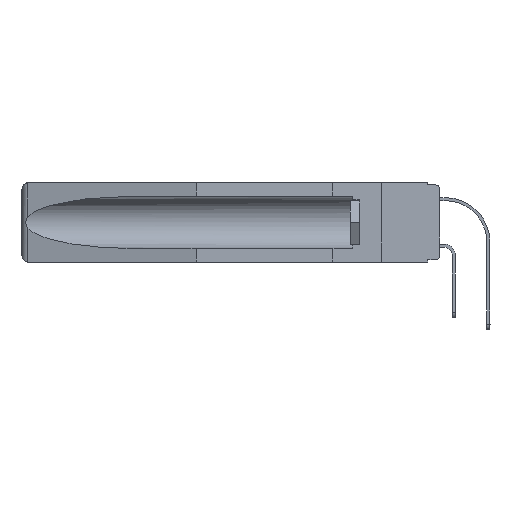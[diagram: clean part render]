
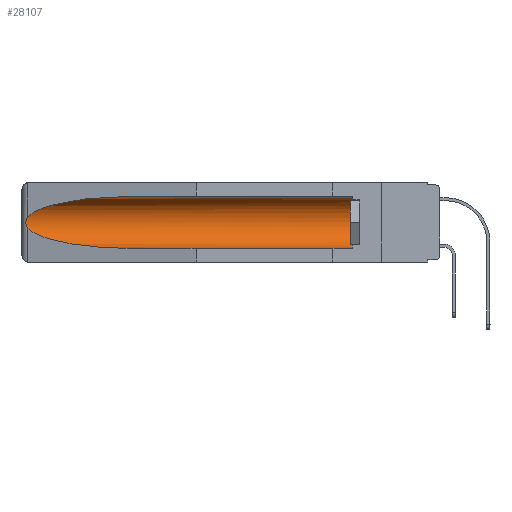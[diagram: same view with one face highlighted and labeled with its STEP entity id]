
A CAD part, left-side view. The second image highlights one B-rep face of the part: STEP entity #28107.
In plain terms, the highlighted cylindrical face has radius 2.857 mm (diameter 5.715 mm), a partial arc.
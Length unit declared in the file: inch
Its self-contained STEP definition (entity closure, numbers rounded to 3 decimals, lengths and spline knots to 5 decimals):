
#488 = CARTESIAN_POINT ( 'NONE',  ( 0.26537, 1.52718, -0.14972 ) ) ;
#624 = CARTESIAN_POINT ( 'NONE',  ( 0.26537, 1.52718, -0.19328 ) ) ;
#762 = CARTESIAN_POINT ( 'NONE',  ( 0.26654, 1.53092, -0.15636 ) ) ;
#1146 = CARTESIAN_POINT ( 'NONE',  ( 0.155, -0.30754, -0.059 ) ) ;
#1920 = CARTESIAN_POINT ( 'NONE',  ( 0.155, 0.126, -0.059 ) ) ;
#2547 = VECTOR ( 'NONE', #7050, 39.37008 ) ;
#3587 = ORIENTED_EDGE ( 'NONE', *, *, #17034, .T. ) ;
#4296 = VERTEX_POINT ( 'NONE', #16467 ) ;
#6294 = ORIENTED_EDGE ( 'NONE', *, *, #21497, .T. ) ;
#7050 = DIRECTION ( 'NONE',  ( 0., 1., 0. ) ) ;
#7211 = DIRECTION ( 'NONE',  ( 0., -1., 0. ) ) ;
#7449 = CARTESIAN_POINT ( 'NONE',  ( 0.155, 1.07973, -0.059 ) ) ;
#7656 = CARTESIAN_POINT ( 'NONE',  ( 0.2675, 1.53308, -0.16763 ) ) ;
#9280 = CARTESIAN_POINT ( 'NONE',  ( 0.155, 0.126, -0.1715 ) ) ;
#9327 = CYLINDRICAL_SURFACE ( 'NONE', #9817, 0.1125 ) ;
#9375 = VERTEX_POINT ( 'NONE', #11216 ) ;
#9437 = CARTESIAN_POINT ( 'NONE',  ( 0.26655, 1.53094, -0.18657 ) ) ;
#9715 = CARTESIAN_POINT ( 'NONE',  ( 0.2675, 1.53308, -0.17534 ) ) ;
#9757 = CIRCLE ( 'NONE', #16809, 0.1125 ) ;
#9817 = AXIS2_PLACEMENT_3D ( 'NONE', #18734, #18306, #25045 ) ;
#10213 = CARTESIAN_POINT ( 'NONE',  ( 0.155, 1.07973, -0.059 ) ) ;
#10265 = ORIENTED_EDGE ( 'NONE', *, *, #11291, .T. ) ;
#11216 = CARTESIAN_POINT ( 'NONE',  ( 0.155, 0.126, -0.284 ) ) ;
#11291 = EDGE_CURVE ( 'NONE', #9375, #25713, #9757, .T. ) ;
#12239 = VERTEX_POINT ( 'NONE', #23851 ) ;
#12314 = EDGE_CURVE ( 'NONE', #27726, #12239, #13112, .T. ) ;
#13112 =( BOUNDED_CURVE ( )  B_SPLINE_CURVE ( 3, ( #7449, #16419, #25381, #23167 ),
 .UNSPECIFIED., .F., .F. ) 
 B_SPLINE_CURVE_WITH_KNOTS ( ( 4, 4 ),
 ( 4.71239, 6.08839 ),
 .UNSPECIFIED. ) 
 CURVE ( )  GEOMETRIC_REPRESENTATION_ITEM ( )  RATIONAL_B_SPLINE_CURVE ( ( 1., 0.848, 0.848, 1. ) ) 
 REPRESENTATION_ITEM ( '' )  );
#14223 = LINE ( 'NONE', #1146, #22333 ) ;
#14260 = CARTESIAN_POINT ( 'NONE',  ( 0.2673, 1.5327, -0.16383 ) ) ;
#15866 = LINE ( 'NONE', #22483, #2547 ) ;
#16140 = DIRECTION ( 'NONE',  ( 0., 1., 0. ) ) ;
#16405 = EDGE_LOOP ( 'NONE', ( #23358, #26288, #6294, #26916, #10265, #3587 ) ) ;
#16419 = CARTESIAN_POINT ( 'NONE',  ( 0.21114, 1.30732, -0.059 ) ) ;
#16467 = CARTESIAN_POINT ( 'NONE',  ( 0.155, 1.07973, -0.284 ) ) ;
#16809 = AXIS2_PLACEMENT_3D ( 'NONE', #9280, #7211, #22955 ) ;
#17034 = EDGE_CURVE ( 'NONE', #25713, #27726, #14223, .T. ) ;
#17128 = CARTESIAN_POINT ( 'NONE',  ( 0.25451, 1.48313, -0.24835 ) ) ;
#18306 = DIRECTION ( 'NONE',  ( 0., 1., 0. ) ) ;
#18691 = CARTESIAN_POINT ( 'NONE',  ( 0.2673, 1.53269, -0.17917 ) ) ;
#18734 = CARTESIAN_POINT ( 'NONE',  ( 0.155, -0.30754, -0.1715 ) ) ;
#19556 = B_SPLINE_CURVE_WITH_KNOTS ( 'NONE', 3,
 ( #488, #20883, #762, #14260, #7656, #9715, #18691, #9437, #27641, #624 ),
 .UNSPECIFIED., .F., .F.,
 ( 4, 2, 2, 2, 4 ),
 ( 0., 0.00029, 0.00058, 0.00087, 0.00117 ),
 .UNSPECIFIED. ) ;
#19775 = CARTESIAN_POINT ( 'NONE',  ( 0.26537, 1.52718, -0.19328 ) ) ;
#20501 = FACE_OUTER_BOUND ( 'NONE', #16405, .T. ) ;
#20783 = EDGE_CURVE ( 'NONE', #9375, #4296, #15866, .T. ) ;
#20883 = CARTESIAN_POINT ( 'NONE',  ( 0.26597, 1.52961, -0.15275 ) ) ;
#21497 = EDGE_CURVE ( 'NONE', #22858, #4296, #23073, .T. ) ;
#21547 = CARTESIAN_POINT ( 'NONE',  ( 0.26537, 1.52718, -0.19328 ) ) ;
#22225 = EDGE_CURVE ( 'NONE', #12239, #22858, #19556, .T. ) ;
#22333 = VECTOR ( 'NONE', #16140, 39.37008 ) ;
#22483 = CARTESIAN_POINT ( 'NONE',  ( 0.155, -0.30754, -0.284 ) ) ;
#22858 = VERTEX_POINT ( 'NONE', #21547 ) ;
#22955 = DIRECTION ( 'NONE',  ( 0., 0., 1. ) ) ;
#23073 =( BOUNDED_CURVE ( )  B_SPLINE_CURVE ( 3, ( #19775, #17128, #28267, #26075 ),
 .UNSPECIFIED., .F., .F. ) 
 B_SPLINE_CURVE_WITH_KNOTS ( ( 4, 4 ),
 ( 0.1948, 1.5708 ),
 .UNSPECIFIED. ) 
 CURVE ( )  GEOMETRIC_REPRESENTATION_ITEM ( )  RATIONAL_B_SPLINE_CURVE ( ( 1., 0.848, 0.848, 1. ) ) 
 REPRESENTATION_ITEM ( '' )  );
#23167 = CARTESIAN_POINT ( 'NONE',  ( 0.26537, 1.52718, -0.14972 ) ) ;
#23358 = ORIENTED_EDGE ( 'NONE', *, *, #12314, .T. ) ;
#23851 = CARTESIAN_POINT ( 'NONE',  ( 0.26537, 1.52718, -0.14972 ) ) ;
#25045 = DIRECTION ( 'NONE',  ( 0., 0., 1. ) ) ;
#25381 = CARTESIAN_POINT ( 'NONE',  ( 0.25451, 1.48313, -0.09465 ) ) ;
#25713 = VERTEX_POINT ( 'NONE', #1920 ) ;
#26075 = CARTESIAN_POINT ( 'NONE',  ( 0.155, 1.07973, -0.284 ) ) ;
#26288 = ORIENTED_EDGE ( 'NONE', *, *, #22225, .T. ) ;
#26916 = ORIENTED_EDGE ( 'NONE', *, *, #20783, .F. ) ;
#27641 = CARTESIAN_POINT ( 'NONE',  ( 0.26597, 1.5296, -0.19026 ) ) ;
#27726 = VERTEX_POINT ( 'NONE', #10213 ) ;
#28107 = ADVANCED_FACE ( 'NONE', ( #20501 ), #9327, .F. ) ;
#28267 = CARTESIAN_POINT ( 'NONE',  ( 0.21114, 1.30732, -0.284 ) ) ;
